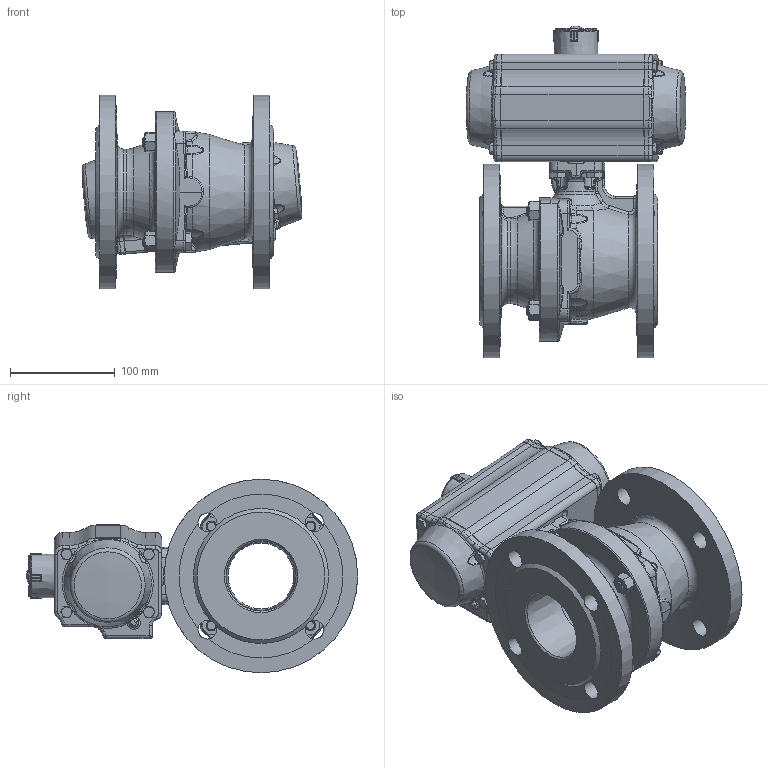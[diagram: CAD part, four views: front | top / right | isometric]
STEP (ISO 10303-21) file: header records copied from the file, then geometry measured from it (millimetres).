
FILE_DESCRIPTION(/* description */ ('Unknown','CAx-IF Rec.Pracs.---Representation and Presentation of Product Manufacturing Information (PMI)---4.0---2014-10-13','CAx-IF Rec.Pracs.---3D Tessellated Geometry---0.4---2014-09-14','2;1'),/* implementation_level */ '2;1');
FILE_NAME(/* name */ 'DW04 0919-10',/* time_stamp */ '2023-09-04T11:12:53+02:00',/* author */ ('Unknown'),/* organization */ ('Unknown'),/* preprocessor_version */ 'ST-DEVELOPER v18.102',/* originating_system */ 'Solid Edge',/* authorisation */ 'Unknown');
FILE_SCHEMA (('AP242_MANAGED_MODEL_BASED_3D_ENGINEERING_MIM_LF { 1 0 10303 442 1 1 4 }'));
Products named in the file (11): DW04 0919-10; 4.170.065; M8x20; DW04_FR03_(DW70_FR52); ____; ________(___________; _____________; ______; hex head bolts-full thread grade c gb_GB_FASTENER_BOLT_HHBFTC M6X20-N; cup head nib bolts with large head gb_GB_FASTENER_BOLT_CHNBW M6X25-N; KP-75
Assembly tree (22 placements, depth 4):
  DW04 0919-10
    4.170.065
    M8x20  x4
    DW04_FR03_(DW70_FR52)
      ____
        ________(___________  x2
        _____________  x2
        ______
      hex head bolts-full thread grade c gb_GB_FASTENER_BOLT_HHBFTC M6X20-N  x8
      cup head nib bolts with large head gb_GB_FASTENER_BOLT_CHNBW M6X25-N
      KP-75
Bounding box: 209.84 x 316.9 x 185 mm (x, y, z)
Volume: 3290790.9 mm3; surface area: 336231.1 mm2
Topology: 20 solids, 24 shells, 1709 faces, 4140 edges, 2487 vertices
Faces by surface type: cylinder 490, plane 484, bspline 340, cone 227, torus 140, sphere 28
Full cylindrical faces by diameter (mm): 3 x18, 3.3 x8, 4.2 x8, 4.66 x1, 5 x13, 6 x9, 6.2 x1, 6.8 x4, 7 x4, 8 x4, 8.5 x3, 8.8 x2, 10 x8, 11 x4, 18 x8, 21.8 x1, 24.6 x1, 29.4 x1, 30.5 x1, 32 x2, 38.5 x1, 63 x1, 185 x2
Entity records: 53971 total; most frequent: CARTESIAN_POINT 23893, ORIENTED_EDGE 6402, DIRECTION 5740, EDGE_CURVE 3201, AXIS2_PLACEMENT_3D 2383, VERTEX_POINT 2033, FACE_BOUND 1648, EDGE_LOOP 1621
